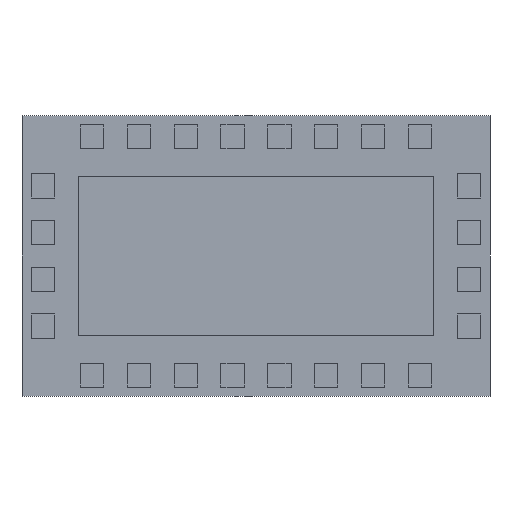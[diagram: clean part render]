
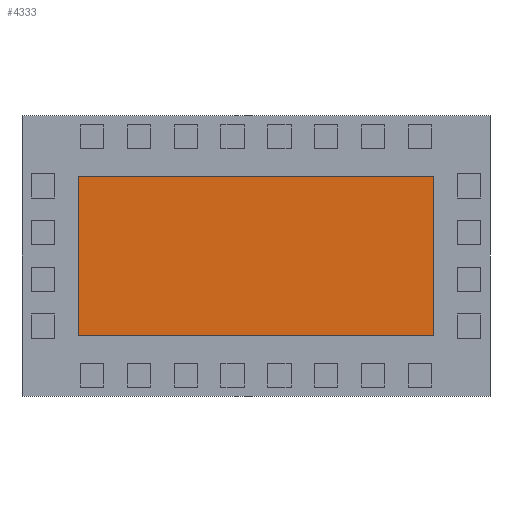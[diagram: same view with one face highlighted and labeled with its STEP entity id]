
A CAD part, front view. The second image highlights one B-rep face of the part: STEP entity #4333.
In plain terms, the highlighted planar face has unit normal (0, -1, 0).
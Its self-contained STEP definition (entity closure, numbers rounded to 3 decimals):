
#142 = CARTESIAN_POINT ( 'NONE',  ( -1.9, -0.05, 0.85 ) ) ;
#238 = DIRECTION ( 'NONE',  ( 0., 0., 1. ) ) ;
#402 = VERTEX_POINT ( 'NONE', #4646 ) ;
#538 = EDGE_CURVE ( 'NONE', #3325, #4429, #2227, .T. ) ;
#546 = EDGE_CURVE ( 'NONE', #402, #3325, #1206, .T. ) ;
#707 = EDGE_LOOP ( 'NONE', ( #4932, #6319, #1521, #2587 ) ) ;
#805 = DIRECTION ( 'NONE',  ( 0., 0., -1. ) ) ;
#1002 = PLANE ( 'NONE',  #1918 ) ;
#1206 = LINE ( 'NONE', #4776, #6327 ) ;
#1433 = LINE ( 'NONE', #3439, #3998 ) ;
#1454 = VERTEX_POINT ( 'NONE', #142 ) ;
#1521 = ORIENTED_EDGE ( 'NONE', *, *, #4543, .F. ) ;
#1587 = CARTESIAN_POINT ( 'NONE',  ( -1.9, -0.05, -0.85 ) ) ;
#1725 = EDGE_CURVE ( 'NONE', #1454, #402, #1433, .T. ) ;
#1850 = DIRECTION ( 'NONE',  ( 1., 0., 0. ) ) ;
#1866 = CARTESIAN_POINT ( 'NONE',  ( -1.9, -0.05, -0.85 ) ) ;
#1918 = AXIS2_PLACEMENT_3D ( 'NONE', #5089, #5025, #2934 ) ;
#2132 = VECTOR ( 'NONE', #238, 1000. ) ;
#2227 = LINE ( 'NONE', #3816, #6018 ) ;
#2587 = ORIENTED_EDGE ( 'NONE', *, *, #538, .F. ) ;
#2934 = DIRECTION ( 'NONE',  ( 0., 0., 1. ) ) ;
#3325 = VERTEX_POINT ( 'NONE', #3965 ) ;
#3439 = CARTESIAN_POINT ( 'NONE',  ( -1.9, -0.05, 0.85 ) ) ;
#3816 = CARTESIAN_POINT ( 'NONE',  ( -1.9, -0.05, -0.85 ) ) ;
#3859 = LINE ( 'NONE', #1866, #2132 ) ;
#3965 = CARTESIAN_POINT ( 'NONE',  ( 1.9, -0.05, -0.85 ) ) ;
#3998 = VECTOR ( 'NONE', #1850, 1000. ) ;
#4333 = ADVANCED_FACE ( 'NONE', ( #6064 ), #1002, .F. ) ;
#4347 = DIRECTION ( 'NONE',  ( -1., 0., 0. ) ) ;
#4429 = VERTEX_POINT ( 'NONE', #1587 ) ;
#4543 = EDGE_CURVE ( 'NONE', #4429, #1454, #3859, .T. ) ;
#4646 = CARTESIAN_POINT ( 'NONE',  ( 1.9, -0.05, 0.85 ) ) ;
#4776 = CARTESIAN_POINT ( 'NONE',  ( 1.9, -0.05, -0.85 ) ) ;
#4932 = ORIENTED_EDGE ( 'NONE', *, *, #546, .F. ) ;
#5025 = DIRECTION ( 'NONE',  ( 0., 1., 0. ) ) ;
#5089 = CARTESIAN_POINT ( 'NONE',  ( 0., -0.05, 0. ) ) ;
#6018 = VECTOR ( 'NONE', #4347, 1000. ) ;
#6064 = FACE_OUTER_BOUND ( 'NONE', #707, .T. ) ;
#6319 = ORIENTED_EDGE ( 'NONE', *, *, #1725, .F. ) ;
#6327 = VECTOR ( 'NONE', #805, 1000. ) ;
